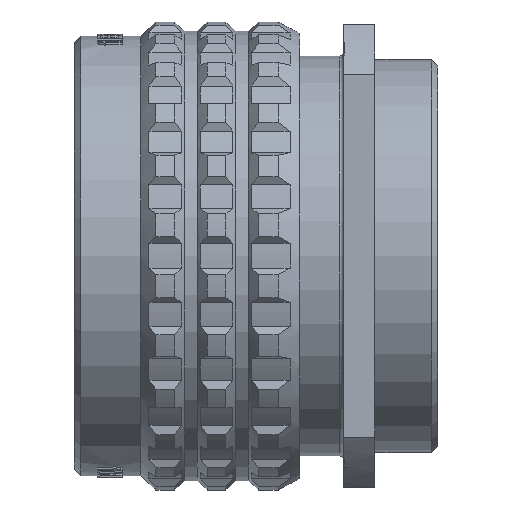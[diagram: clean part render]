
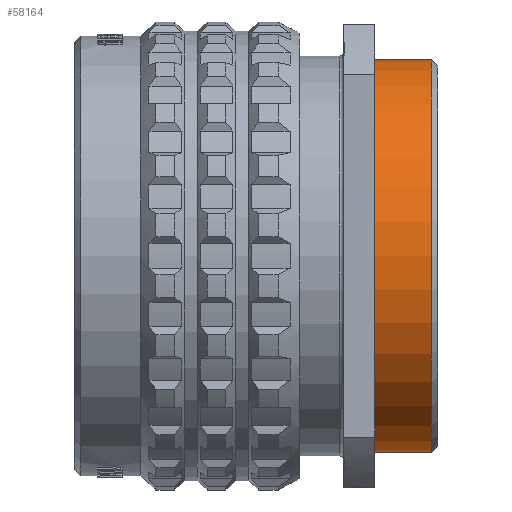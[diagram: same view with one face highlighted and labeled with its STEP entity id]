
A CAD part, top view. The second image highlights one B-rep face of the part: STEP entity #58164.
In plain terms, the highlighted cylindrical face has radius 15.7 mm (diameter 31.4 mm), a partial arc.
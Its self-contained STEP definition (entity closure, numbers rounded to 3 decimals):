
#472=CARTESIAN_POINT('',(28.5,0.,0.));
#473=DIRECTION('',(1.,0.,0.));
#474=DIRECTION('',(0.,1.,0.));
#475=AXIS2_PLACEMENT_3D('',#472,#473,#474);
#477=DIRECTION('',(-1.,0.,0.));
#478=VECTOR('',#477,4.5);
#479=CARTESIAN_POINT('',(28.5,15.7,0.));
#480=LINE('5092',#479,#478);
#481=DIRECTION('',(-1.,0.,0.));
#482=VECTOR('',#481,4.5);
#483=CARTESIAN_POINT('',(28.5,-15.7,0.));
#484=LINE('5100',#483,#482);
#506=CARTESIAN_POINT('',(24.,0.,0.));
#507=DIRECTION('',(1.,0.,0.));
#508=DIRECTION('',(0.,1.,0.));
#509=AXIS2_PLACEMENT_3D('',#506,#507,#508);
#45272=CARTESIAN_POINT('',(28.5,15.7,0.));
#45274=VERTEX_POINT('',#45272);
#45275=CARTESIAN_POINT('',(24.,15.7,0.));
#45276=VERTEX_POINT('',#45275);
#45282=CARTESIAN_POINT('',(28.5,-15.7,0.));
#45284=VERTEX_POINT('',#45282);
#45285=CARTESIAN_POINT('',(24.,-15.7,0.));
#45286=VERTEX_POINT('',#45285);
#58150=CARTESIAN_POINT('',(-1.45,0.,0.));
#58151=DIRECTION('',(1.,0.,0.));
#58152=DIRECTION('',(0.,-1.,0.));
#58153=AXIS2_PLACEMENT_3D('',#58150,#58151,#58152);
#58154=CYLINDRICAL_SURFACE('247',#58153,15.7);
#58156=ORIENTED_EDGE('5092',*,*,#58155,.F.);
#58157=ORIENTED_EDGE('5111',*,*,#58138,.T.);
#58159=ORIENTED_EDGE('5100',*,*,#58158,.T.);
#58161=ORIENTED_EDGE('5366',*,*,#58160,.F.);
#58162=EDGE_LOOP('247',(#58156,#58157,#58159,#58161));
#58163=FACE_OUTER_BOUND('247',#58162,.F.);
#476=CIRCLE('5111',#475,15.7);
#510=CIRCLE('5366',#509,15.7);
#58138=EDGE_CURVE('5111',#45274,#45284,#476,.T.);
#58155=EDGE_CURVE('5092',#45274,#45276,#480,.T.);
#58158=EDGE_CURVE('5100',#45284,#45286,#484,.T.);
#58160=EDGE_CURVE('5366',#45276,#45286,#510,.T.);
#58164=ADVANCED_FACE('247',(#58163),#58154,.T.);
